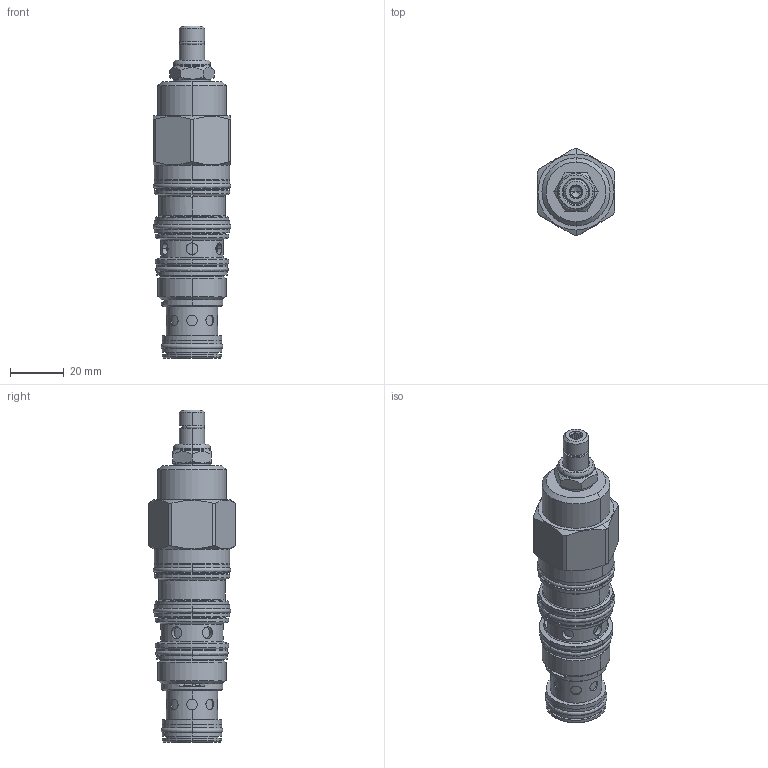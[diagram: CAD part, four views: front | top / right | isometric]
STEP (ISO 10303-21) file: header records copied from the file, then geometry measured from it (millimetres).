
FILE_DESCRIPTION((''),'2;1');
FILE_NAME('DPCMLAN_SW','2023-02-24T10:33:20',('SigMax'),(''),'CREO PARAMETRIC BY PTC INC, 2021072','CREO PARAMETRIC BY PTC INC, 2021072','');
FILE_SCHEMA(('AUTOMOTIVE_DESIGN { 1 0 10303 214 1 1 1 1 }'));
Length unit declared in the file: inch
Products named in the file (1): DPCMLAN_SW
Bounding box: 28.8 x 32.21 x 123.01 mm (x, y, z)
Volume: 52726.6 mm3; surface area: 19990.9 mm2
Topology: 6 solids, 7 shells, 361 faces, 811 edges, 489 vertices
Faces by surface type: cylinder 145, plane 71, torus 71, cone 48, revolution 14, bspline 12
Entity records: 18271 total; most frequent: CARTESIAN_POINT 7531, DIRECTION 1744, ORIENTED_EDGE 1618, EDGE_CURVE 809, AXIS2_PLACEMENT_3D 742, VERTEX_POINT 489, EDGE_LOOP 412, CIRCLE 407
